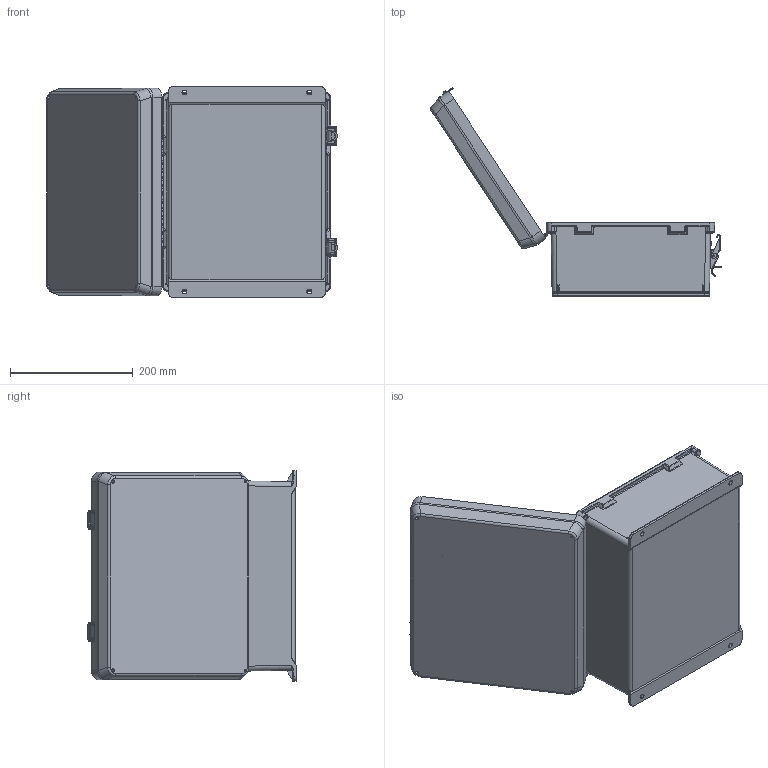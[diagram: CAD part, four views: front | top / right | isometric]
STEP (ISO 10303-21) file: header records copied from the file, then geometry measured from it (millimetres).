
FILE_DESCRIPTION (( 'STEP AP214' ), '1' );
FILE_NAME ('NB121005-KIT.STEP', '2013-05-14T14:57:47', ( '' ), ( '' ), 'SwSTEP 2.0', 'SolidWorks 2012', '' );
FILE_SCHEMA (( 'AUTOMOTIVE_DESIGN' ));
Length unit declared in the file: inch
Products named in the file (9): NB121005-Hinge; NB121005-Lid; NB121005-Box; NB121005-DoorClasp-2; XFW-0002; NB121005-KIT; 10-32 NEMA PLATE SCREW; NB121005-DoorClasp-1; 1BE04-017
Assembly tree (17 placements, depth 2):
  NB121005-KIT
    NB121005-Box
    NB121005-Hinge  x2
    NB121005-Lid
    NB121005-DoorClasp-1  x2
    NB121005-DoorClasp-2  x2
    1BE04-017
    XFW-0002  x4
    10-32 NEMA PLATE SCREW  x4
Bounding box: 473.09 x 338.56 x 343 mm (x, y, z)
Volume: 1509787.5 mm3; surface area: 911859.2 mm2
Topology: 23 solids, 23 shells, 2078 faces, 5382 edges, 3320 vertices
Faces by surface type: cylinder 924, plane 586, cone 204, bspline 192, torus 140, sphere 32
Entity records: 45909 total; most frequent: CARTESIAN_POINT 13573, ORIENTED_EDGE 6814, DIRECTION 6611, EDGE_CURVE 3407, AXIS2_PLACEMENT_3D 2537, VERTEX_POINT 2107, VECTOR 1537, LINE 1537
